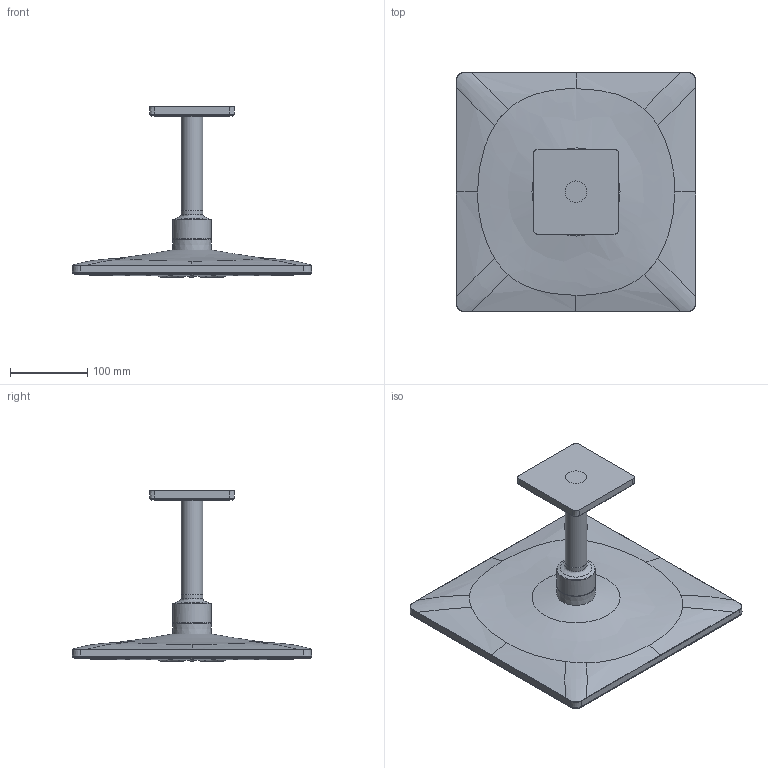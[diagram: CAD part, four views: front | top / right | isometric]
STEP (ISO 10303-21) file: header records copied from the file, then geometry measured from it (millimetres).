
FILE_DESCRIPTION(/* description */ ('Unknown'),/* implementation_level */ '2;1');
FILE_NAME(/* name */ '26481000',/* time_stamp */ '2022-09-09T19:06:04+02:00',/* author */ ('Unknown'),/* organization */ ('GROHE AG'),/* preprocessor_version */ 'ST-DEVELOPER v16.7',/* originating_system */ 'DEX',/* authorisation */ $);
FILE_SCHEMA (('TECHNICAL_DATA_PACKAGING','AUTOMOTIVE_DESIGN {1 0 10303 214 3 1 1}'));
Length unit declared in the file: millimetre
Products named in the file (8): 26481000; EXTRUDE#636; 20161121_SQUARE_SPRAYFACE_RADIUS; 26481000_0; A4292770_Ceiling_Arm_Connection_160915; 26481000_1; 26481000_2
Assembly tree (7 placements, depth 2):
  26481000
    26481000
    EXTRUDE#636
    20161121_SQUARE_SPRAYFACE_RADIUS
    26481000_0
    A4292770_Ceiling_Arm_Connection_160915
    26481000_1
    26481000_2
Bounding box: 310.01 x 310 x 220.33 mm (x, y, z)
Volume: 2023026.4 mm3; surface area: 665245 mm2
Topology: 7 solids, 8 shells, 524 faces, 1122 edges, 682 vertices
Faces by surface type: bspline 177, plane 174, cylinder 144, cone 21, torus 8
Full cylindrical faces by diameter (mm): 5 x112, 28 x2, 43.9 x1, 50 x1
Entity records: 34289 total; most frequent: CARTESIAN_POINT 24808, ORIENTED_EDGE 1826, DIRECTION 1259, EDGE_CURVE 913, EDGE_LOOP 768, FACE_BOUND 768, VERTEX_POINT 649, B_SPLINE_CURVE_WITH_KNOTS 560
